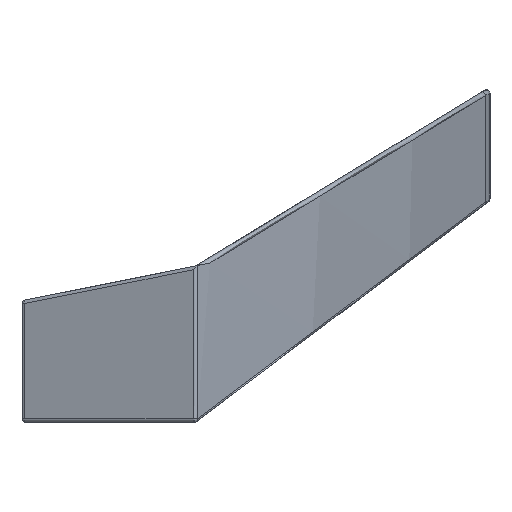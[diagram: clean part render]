
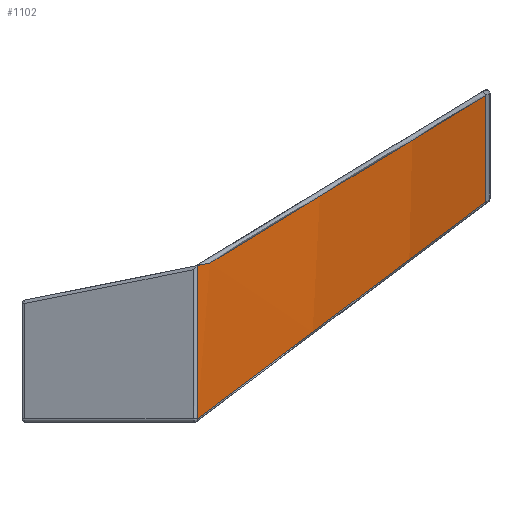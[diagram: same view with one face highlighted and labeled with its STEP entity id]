
A CAD part, left-side view. The second image highlights one B-rep face of the part: STEP entity #1102.
In plain terms, the highlighted cylindrical face has radius 121.978 mm (diameter 243.957 mm), a partial arc.
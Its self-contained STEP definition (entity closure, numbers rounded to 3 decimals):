
#12 = DIRECTION ( 'NONE',  ( 1., 0., 0. ) ) ;
#98 = EDGE_CURVE ( 'NONE', #431, #1207, #178, .T. ) ;
#130 = EDGE_CURVE ( 'NONE', #240, #723, #771, .T. ) ;
#134 = CARTESIAN_POINT ( 'NONE',  ( -124.877, -10.087, -3.3 ) ) ;
#156 = EDGE_CURVE ( 'NONE', #1001, #240, #952, .T. ) ;
#162 = ORIENTED_EDGE ( 'NONE', *, *, #963, .T. ) ;
#172 = EDGE_CURVE ( 'NONE', #789, #651, #641, .T. ) ;
#178 =( BOUNDED_CURVE ( )  B_SPLINE_CURVE ( 3, ( #1378, #528, #308, #534 ),
 .UNSPECIFIED., .F., .T. ) 
 B_SPLINE_CURVE_WITH_KNOTS ( ( 4, 4 ),
 ( 0.607, 0.617 ),
 .UNSPECIFIED. ) 
 CURVE ( )  GEOMETRIC_REPRESENTATION_ITEM ( )  RATIONAL_B_SPLINE_CURVE ( ( 1., 1., 1., 1. ) ) 
 REPRESENTATION_ITEM ( '' )  );
#187 = CARTESIAN_POINT ( 'NONE',  ( -124.866, -10.096, 5.517 ) ) ;
#190 = CARTESIAN_POINT ( 'NONE',  ( -124.877, -10.087, -30. ) ) ;
#194 = CARTESIAN_POINT ( 'NONE',  ( -123.837, -10.818, 5.664 ) ) ;
#200 = CARTESIAN_POINT ( 'NONE',  ( -124.854, -10.104, 5.521 ) ) ;
#240 = VERTEX_POINT ( 'NONE', #134 ) ;
#266 = ORIENTED_EDGE ( 'NONE', *, *, #737, .T. ) ;
#271 =( BOUNDED_CURVE ( )  B_SPLINE_CURVE ( 3, ( #1298, #971, #859, #1187 ),
 .UNSPECIFIED., .F., .T. ) 
 B_SPLINE_CURVE_WITH_KNOTS ( ( 4, 4 ),
 ( 5.666, 5.97 ),
 .UNSPECIFIED. ) 
 CURVE ( )  GEOMETRIC_REPRESENTATION_ITEM ( )  RATIONAL_B_SPLINE_CURVE ( ( 1., 0.992, 0.992, 1. ) ) 
 REPRESENTATION_ITEM ( '' )  );
#280 = CARTESIAN_POINT ( 'NONE',  ( -124.841, -10.113, 5.523 ) ) ;
#292 = ORIENTED_EDGE ( 'NONE', *, *, #740, .T. ) ;
#308 = CARTESIAN_POINT ( 'NONE',  ( -124.508, -10.35, 5.57 ) ) ;
#313 = DIRECTION ( 'NONE',  ( -1., 0., 0. ) ) ;
#331 = CARTESIAN_POINT ( 'NONE',  ( -113.982, -17.667, 9.822 ) ) ;
#413 = B_SPLINE_CURVE_WITH_KNOTS ( 'NONE', 3,
 ( #280, #200, #187, #508 ),
 .UNSPECIFIED., .F., .F.,
 ( 4, 4 ),
 ( 0., 0. ),
 .UNSPECIFIED. ) ;
#431 = VERTEX_POINT ( 'NONE', #194 ) ;
#508 = CARTESIAN_POINT ( 'NONE',  ( -124.877, -10.087, 5.513 ) ) ;
#524 = CARTESIAN_POINT ( 'NONE',  ( -91.812, -26.695, -30. ) ) ;
#528 = CARTESIAN_POINT ( 'NONE',  ( -124.173, -10.585, 5.617 ) ) ;
#534 = CARTESIAN_POINT ( 'NONE',  ( -124.841, -10.113, 5.523 ) ) ;
#535 = VECTOR ( 'NONE', #541, 1000. ) ;
#541 = DIRECTION ( 'NONE',  ( 0., 0., 1. ) ) ;
#590 = ORIENTED_EDGE ( 'NONE', *, *, #98, .T. ) ;
#596 = ORIENTED_EDGE ( 'NONE', *, *, #156, .T. ) ;
#610 = CARTESIAN_POINT ( 'NONE',  ( -124.877, -10.087, 5.513 ) ) ;
#625 = DIRECTION ( 'NONE',  ( 0., 0., -1. ) ) ;
#641 = LINE ( 'NONE', #524, #535 ) ;
#646 = CARTESIAN_POINT ( 'NONE',  ( -54.23, 89.349, -30. ) ) ;
#651 = VERTEX_POINT ( 'NONE', #1377 ) ;
#654 =( BOUNDED_CURVE ( )  B_SPLINE_CURVE ( 3, ( #1295, #1288, #331, #1087 ),
 .UNSPECIFIED., .F., .T. ) 
 B_SPLINE_CURVE_WITH_KNOTS ( ( 4, 4 ),
 ( 0.313, 0.607 ),
 .UNSPECIFIED. ) 
 CURVE ( )  GEOMETRIC_REPRESENTATION_ITEM ( )  RATIONAL_B_SPLINE_CURVE ( ( 1., 0.993, 0.993, 1. ) ) 
 REPRESENTATION_ITEM ( '' )  );
#680 = CARTESIAN_POINT ( 'NONE',  ( -91.812, -26.695, 9.188 ) ) ;
#723 = VERTEX_POINT ( 'NONE', #1075 ) ;
#729 = CARTESIAN_POINT ( 'NONE',  ( -54.23, 89.349, -3.3 ) ) ;
#737 = EDGE_CURVE ( 'NONE', #723, #789, #271, .T. ) ;
#740 = EDGE_CURVE ( 'NONE', #651, #431, #654, .T. ) ;
#771 = CIRCLE ( 'NONE', #887, 121.978 ) ;
#789 = VERTEX_POINT ( 'NONE', #680 ) ;
#859 = CARTESIAN_POINT ( 'NONE',  ( -103.632, -22.867, 6.308 ) ) ;
#866 = CYLINDRICAL_SURFACE ( 'NONE', #940, 121.978 ) ;
#887 = AXIS2_PLACEMENT_3D ( 'NONE', #729, #1170, #313 ) ;
#926 = EDGE_LOOP ( 'NONE', ( #596, #1135, #266, #988, #292, #590, #162 ) ) ;
#936 = VECTOR ( 'NONE', #625, 1000. ) ;
#940 = AXIS2_PLACEMENT_3D ( 'NONE', #646, #1184, #12 ) ;
#952 = LINE ( 'NONE', #190, #936 ) ;
#961 = CARTESIAN_POINT ( 'NONE',  ( -124.841, -10.113, 5.523 ) ) ;
#963 = EDGE_CURVE ( 'NONE', #1207, #1001, #413, .T. ) ;
#971 = CARTESIAN_POINT ( 'NONE',  ( -114.735, -17.291, 2.113 ) ) ;
#988 = ORIENTED_EDGE ( 'NONE', *, *, #172, .T. ) ;
#1001 = VERTEX_POINT ( 'NONE', #610 ) ;
#1075 = CARTESIAN_POINT ( 'NONE',  ( -124.865, -10.096, -3.3 ) ) ;
#1087 = CARTESIAN_POINT ( 'NONE',  ( -123.837, -10.818, 5.664 ) ) ;
#1102 = ADVANCED_FACE ( 'NONE', ( #1177 ), #866, .T. ) ;
#1135 = ORIENTED_EDGE ( 'NONE', *, *, #130, .T. ) ;
#1170 = DIRECTION ( 'NONE',  ( 0., 0., 1. ) ) ;
#1177 = FACE_OUTER_BOUND ( 'NONE', #926, .T. ) ;
#1184 = DIRECTION ( 'NONE',  ( 0., 0., 1. ) ) ;
#1187 = CARTESIAN_POINT ( 'NONE',  ( -91.812, -26.695, 9.188 ) ) ;
#1207 = VERTEX_POINT ( 'NONE', #961 ) ;
#1288 = CARTESIAN_POINT ( 'NONE',  ( -103.229, -22.997, 13.06 ) ) ;
#1295 = CARTESIAN_POINT ( 'NONE',  ( -91.812, -26.695, 15.305 ) ) ;
#1298 = CARTESIAN_POINT ( 'NONE',  ( -124.865, -10.096, -3.3 ) ) ;
#1377 = CARTESIAN_POINT ( 'NONE',  ( -91.812, -26.695, 15.305 ) ) ;
#1378 = CARTESIAN_POINT ( 'NONE',  ( -123.837, -10.818, 5.664 ) ) ;
